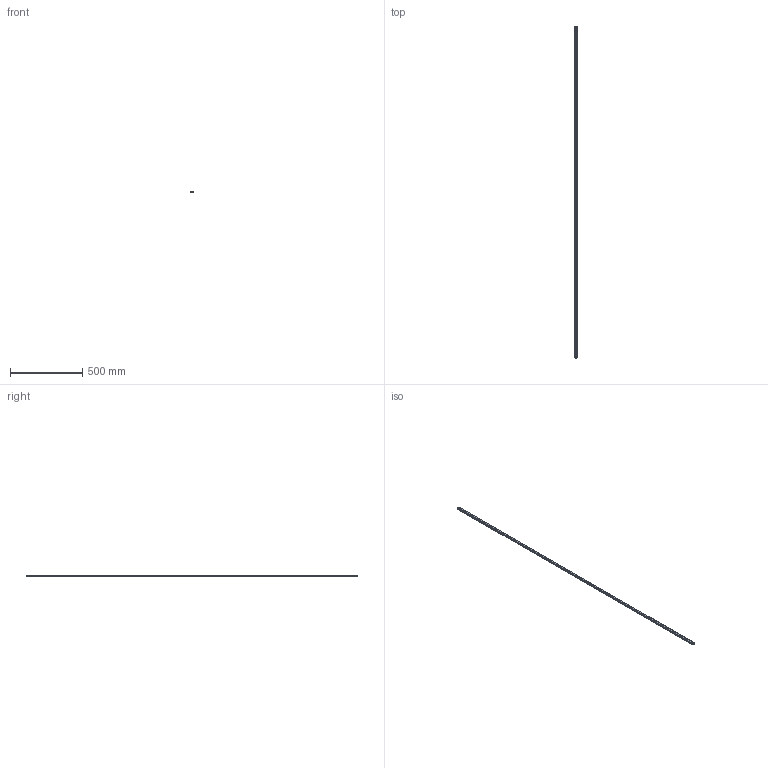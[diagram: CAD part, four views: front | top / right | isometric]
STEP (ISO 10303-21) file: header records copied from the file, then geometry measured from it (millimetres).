
FILE_DESCRIPTION(('STEP AP214'),'1');
FILE_NAME('cctmp_D0EAE835-A1AB-4CF2-8B4A-CA29A3975730_2021_02_03_12_07_33_0302..stp','2021-02-03T11:07:33',('HIWIN GmbH'),('CADClick - www.CADClick.com'),'Spatial InterOp 3D',' ','unknown authorization');
FILE_SCHEMA(('AUTOMOTIVE_DESIGN'));
Length unit declared in the file: millimetre
Products named in the file (1): EGR15U2290C_FILE
Bounding box: 15 x 2290 x 12.5 mm (x, y, z)
Volume: 364530.9 mm3; surface area: 139748.7 mm2
Topology: 1 solids, 1 shells, 493 faces, 1227 edges, 818 vertices
Faces by surface type: cylinder 252, plane 241
Entity records: 18969 total; most frequent: DIRECTION 2875, CARTESIAN_POINT 2539, ORIENTED_EDGE 2454, EDGE_CURVE 1227, AXIS2_PLACEMENT_3D 1154, VERTEX_POINT 818, EDGE_LOOP 575, LINE 567
